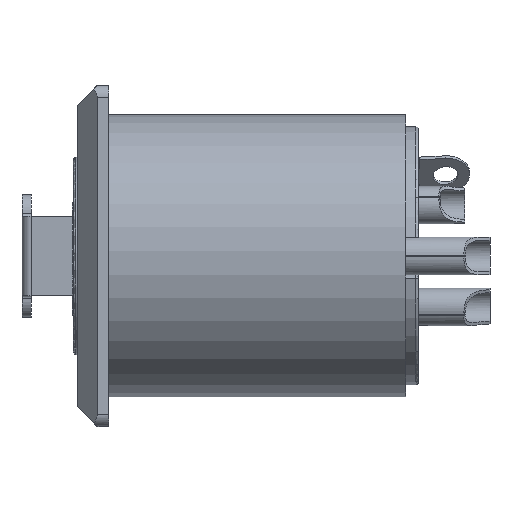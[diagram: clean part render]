
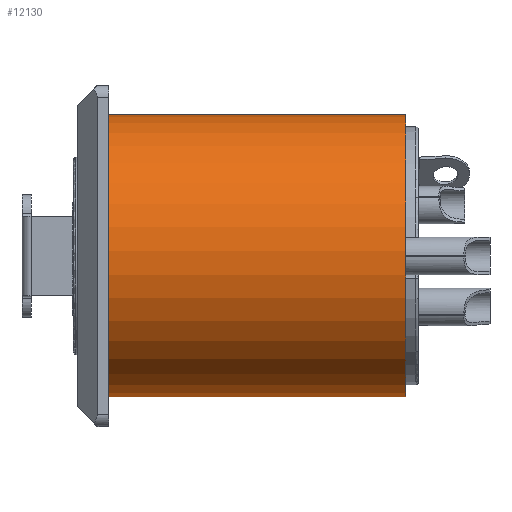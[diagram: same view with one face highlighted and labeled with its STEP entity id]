
A CAD part, front view. The second image highlights one B-rep face of the part: STEP entity #12130.
In plain terms, the highlighted cylindrical face has radius 11.25 mm (diameter 22.5 mm), a partial arc.
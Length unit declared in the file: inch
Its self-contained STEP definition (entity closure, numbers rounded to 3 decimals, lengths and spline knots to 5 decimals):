
#659=CYLINDRICAL_SURFACE('',#12838,0.44291);
#1488=FACE_OUTER_BOUND('',#2143,.T.);
#2143=EDGE_LOOP('',(#8552,#8553,#8554,#8555));
#2969=LINE('',#17311,#4105);
#2973=LINE('',#17320,#4109);
#4105=VECTOR('',#13856,0.3937);
#4109=VECTOR('',#13862,0.3937);
#5101=CIRCLE('',#12839,0.44291);
#5102=CIRCLE('',#12840,0.44291);
#5478=VERTEX_POINT('',#17309);
#5479=VERTEX_POINT('',#17310);
#5482=VERTEX_POINT('',#17318);
#5483=VERTEX_POINT('',#17319);
#6697=EDGE_CURVE('',#5478,#5479,#2969,.T.);
#6701=EDGE_CURVE('',#5482,#5483,#2973,.T.);
#6702=EDGE_CURVE('',#5479,#5483,#5101,.T.);
#6703=EDGE_CURVE('',#5482,#5478,#5102,.T.);
#8552=ORIENTED_EDGE('',*,*,#6701,.T.);
#8553=ORIENTED_EDGE('',*,*,#6702,.F.);
#8554=ORIENTED_EDGE('',*,*,#6697,.F.);
#8555=ORIENTED_EDGE('',*,*,#6703,.F.);
#12130=ADVANCED_FACE('',(#1488),#659,.T.);
#12838=AXIS2_PLACEMENT_3D('',#17317,#13860,#13861);
#12839=AXIS2_PLACEMENT_3D('',#17321,#13863,#13864);
#12840=AXIS2_PLACEMENT_3D('',#17322,#13865,#13866);
#13856=DIRECTION('',(-1.,0.,0.));
#13860=DIRECTION('center_axis',(1.,0.,0.));
#13861=DIRECTION('ref_axis',(0.,-0.954,-0.301));
#13862=DIRECTION('',(-1.,0.,0.));
#13863=DIRECTION('center_axis',(-1.,0.,0.));
#13864=DIRECTION('ref_axis',(0.,0.,
1.));
#13865=DIRECTION('center_axis',(1.,0.,0.));
#13866=DIRECTION('ref_axis',(0.,0.,
1.));
#17309=CARTESIAN_POINT('',(0.44094,0.25404,-0.36281));
#17310=CARTESIAN_POINT('',(-0.50787,0.25404,-0.36281));
#17311=CARTESIAN_POINT('',(0.44094,0.25404,-0.36281));
#17317=CARTESIAN_POINT('Origin',(-0.50787,0.,
0.));
#17318=CARTESIAN_POINT('',(0.44094,0.,0.44291));
#17319=CARTESIAN_POINT('',(-0.50787,0.,0.44291));
#17320=CARTESIAN_POINT('',(0.44094,0.,0.44291));
#17321=CARTESIAN_POINT('Origin',(-0.50787,0.,
0.));
#17322=CARTESIAN_POINT('Origin',(0.44094,0.,
0.));
